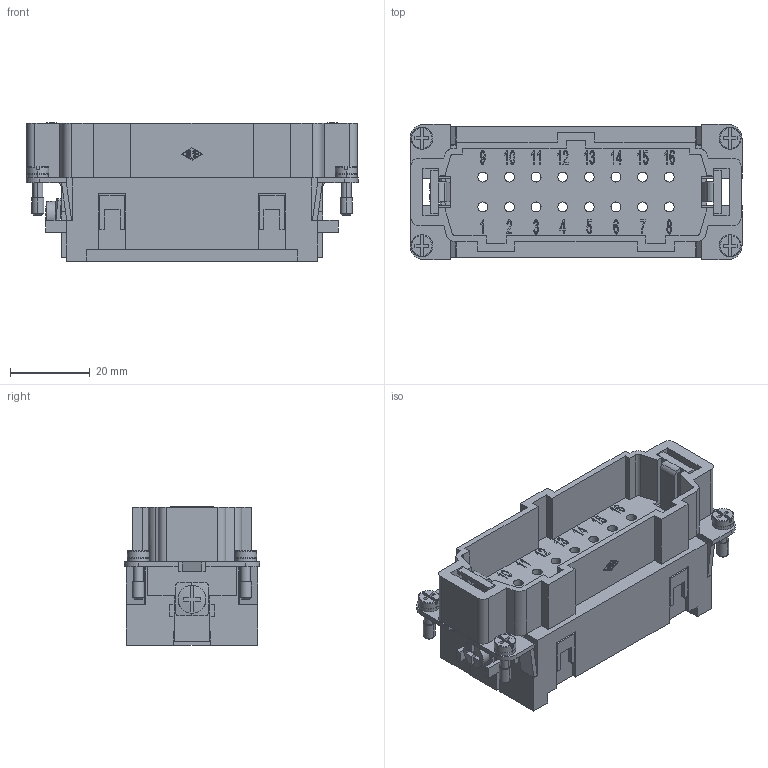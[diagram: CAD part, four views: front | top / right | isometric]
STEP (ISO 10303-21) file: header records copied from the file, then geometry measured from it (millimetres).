
FILE_DESCRIPTION(('Creo Elements/Direct Modeling STEP Export'),'2;1');
FILE_NAME('0ln7uvk46bm31kp4616','2016-12-23T12:12:13',(''),(''),'PTC Creo Elements/Direct Modeling STEP processor for AP214 (Solid Model)','PTC Creo Elements/Direct Modeling 19.0E 27-Jun-2016 (C) Parametric Technology GmbH','');
FILE_SCHEMA(('AUTOMOTIVE_DESIGN { 1 0 10303 214 1 1 1 1 }'));
Length unit declared in the file: millimetre
Products named in the file (1): RCEM_16
Bounding box: 83.5 x 34 x 34.9 mm (x, y, z)
Volume: 43258.5 mm3; surface area: 25127.2 mm2
Topology: 1 solids, 1 shells, 1262 faces, 3424 edges, 2263 vertices
Faces by surface type: plane 748, bspline 308, cylinder 176, torus 16, cone 8, sphere 6
Entity records: 51893 total; most frequent: CARTESIAN_POINT 11524, ORIENTED_EDGE 6852, DIRECTION 5153, EDGE_CURVE 3426, VECTOR 2345, LINE 2345, VERTEX_POINT 2263, EDGE_LOOP 1419
